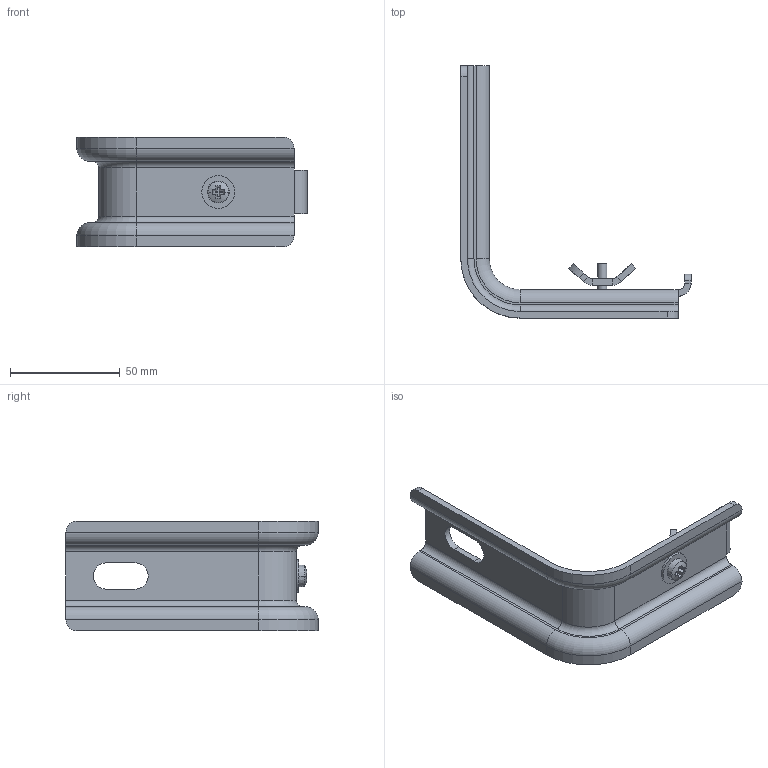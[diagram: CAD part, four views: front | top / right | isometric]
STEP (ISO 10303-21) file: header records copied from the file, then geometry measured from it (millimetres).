
FILE_DESCRIPTION (( 'STEP AP203' ), '1' );
FILE_NAME ('30-02-1644.STEP', '2013-06-05T11:37:23', ( 'asennus' ), ( '' ), 'SwSTEP 2.0', 'SolidWorks 2013', '' );
FILE_SCHEMA (( 'CONFIG_CONTROL_DESIGN' ));
Length unit declared in the file: millimetre
Products named in the file (1): 30-02-1644
Bounding box: 105 x 115 x 50 mm (x, y, z)
Volume: 36990.5 mm3; surface area: 27356.1 mm2
Topology: 4 solids, 4 shells, 129 faces, 306 edges, 186 vertices
Faces by surface type: plane 65, cylinder 50, torus 8, cone 4, sphere 2
Entity records: 3783 total; most frequent: DIRECTION 694, CARTESIAN_POINT 622, ORIENTED_EDGE 612, EDGE_CURVE 306, AXIS2_PLACEMENT_3D 258, VERTEX_POINT 186, VECTOR 178, LINE 178
